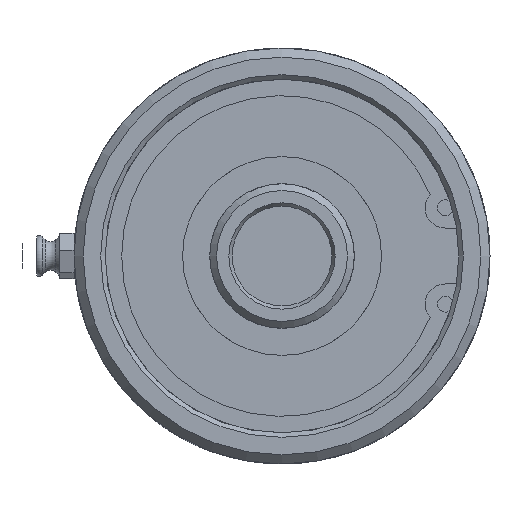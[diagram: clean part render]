
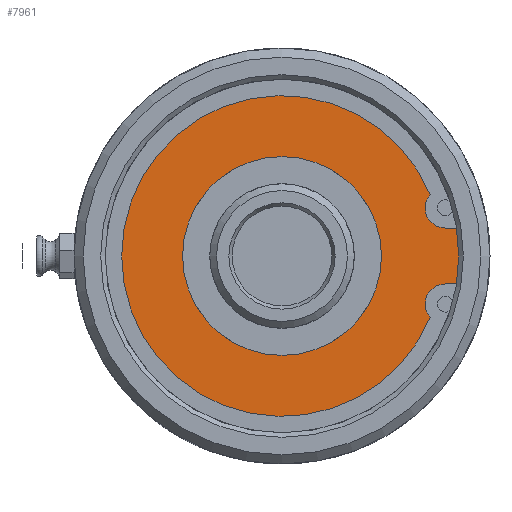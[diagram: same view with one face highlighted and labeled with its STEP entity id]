
A CAD part, left-side view. The second image highlights one B-rep face of the part: STEP entity #7961.
In plain terms, the highlighted planar face has unit normal (-1, 0, 0).
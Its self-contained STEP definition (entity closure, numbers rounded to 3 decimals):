
#130=FACE_BOUND('',#2099,.T.);
#232=PLANE('',#8411);
#596=LINE('',#20675,#989);
#601=LINE('',#20689,#994);
#989=VECTOR('',#9539,10.);
#994=VECTOR('',#9546,10.);
#1613=FACE_OUTER_BOUND('',#2098,.T.);
#2098=EDGE_LOOP('',(#6815,#6816,#6817,#6818,#6819,#6820));
#2099=EDGE_LOOP('',(#6821,#6822));
#2374=CIRCLE('',#8391,3.556);
#2376=CIRCLE('',#8394,28.142);
#2378=CIRCLE('',#8397,3.556);
#2385=CIRCLE('',#8409,33.45);
#2386=CIRCLE('',#8412,17.4);
#2387=CIRCLE('',#8413,17.4);
#3602=VERTEX_POINT('',#20672);
#3603=VERTEX_POINT('',#20674);
#3607=VERTEX_POINT('',#20686);
#3608=VERTEX_POINT('',#20688);
#3609=VERTEX_POINT('',#20692);
#3611=VERTEX_POINT('',#20698);
#3614=VERTEX_POINT('',#20720);
#3615=VERTEX_POINT('',#20721);
#4696=EDGE_CURVE('',#3603,#3602,#596,.T.);
#4702=EDGE_CURVE('',#3608,#3607,#601,.T.);
#4704=EDGE_CURVE('',#3607,#3609,#2374,.T.);
#4707=EDGE_CURVE('',#3609,#3611,#2376,.T.);
#4710=EDGE_CURVE('',#3611,#3603,#2378,.T.);
#4717=EDGE_CURVE('',#3602,#3608,#2385,.T.);
#4718=EDGE_CURVE('',#3614,#3615,#2386,.T.);
#4719=EDGE_CURVE('',#3615,#3614,#2387,.T.);
#6815=ORIENTED_EDGE('',*,*,#4702,.T.);
#6816=ORIENTED_EDGE('',*,*,#4704,.T.);
#6817=ORIENTED_EDGE('',*,*,#4707,.T.);
#6818=ORIENTED_EDGE('',*,*,#4710,.T.);
#6819=ORIENTED_EDGE('',*,*,#4696,.T.);
#6820=ORIENTED_EDGE('',*,*,#4717,.T.);
#6821=ORIENTED_EDGE('',*,*,#4718,.T.);
#6822=ORIENTED_EDGE('',*,*,#4719,.T.);
#7961=ADVANCED_FACE('',(#1613,#130),#232,.F.);
#8391=AXIS2_PLACEMENT_3D('',#20693,#9550,#9551);
#8394=AXIS2_PLACEMENT_3D('',#20699,#9557,#9558);
#8397=AXIS2_PLACEMENT_3D('',#20704,#9564,#9565);
#8409=AXIS2_PLACEMENT_3D('',#20717,#9588,#9589);
#8411=AXIS2_PLACEMENT_3D('',#20719,#9592,#9593);
#8412=AXIS2_PLACEMENT_3D('',#20722,#9594,#9595);
#8413=AXIS2_PLACEMENT_3D('',#20723,#9596,#9597);
#9539=DIRECTION('',(0.,-1.,0.));
#9546=DIRECTION('',(0.,1.,0.));
#9550=DIRECTION('center_axis',(1.,0.,0.));
#9551=DIRECTION('ref_axis',(0.,0.754,0.657));
#9557=DIRECTION('center_axis',(-1.,0.,0.));
#9558=DIRECTION('ref_axis',(0.,0.924,-0.384));
#9564=DIRECTION('center_axis',(1.,0.,0.));
#9565=DIRECTION('ref_axis',(0.,0.,1.));
#9588=DIRECTION('center_axis',(-1.,0.,0.));
#9589=DIRECTION('ref_axis',(0.,1.,0.));
#9592=DIRECTION('center_axis',(1.,0.,0.));
#9593=DIRECTION('ref_axis',(0.,0.,-1.));
#9594=DIRECTION('center_axis',(1.,0.,0.));
#9595=DIRECTION('ref_axis',(0.,1.,0.));
#9596=DIRECTION('center_axis',(1.,0.,0.));
#9597=DIRECTION('ref_axis',(0.,1.,0.));
#20672=CARTESIAN_POINT('',(6.08,-33.089,-4.902));
#20674=CARTESIAN_POINT('',(6.08,-28.672,-4.902));
#20675=CARTESIAN_POINT('',(6.08,-8.182,-4.902));
#20686=CARTESIAN_POINT('',(6.08,-28.672,4.902));
#20688=CARTESIAN_POINT('',(6.08,-33.089,4.902));
#20689=CARTESIAN_POINT('',(6.08,-5.974,4.902));
#20692=CARTESIAN_POINT('',(6.08,-25.99,10.793));
#20693=CARTESIAN_POINT('Origin',(6.08,-28.672,8.458));
#20698=CARTESIAN_POINT('',(6.08,-25.99,-10.793));
#20699=CARTESIAN_POINT('Origin',(6.08,0.,0.));
#20704=CARTESIAN_POINT('Origin',(6.08,-28.672,-8.458));
#20717=CARTESIAN_POINT('Origin',(6.08,0.,0.));
#20719=CARTESIAN_POINT('Origin',(6.08,16.725,0.));
#20720=CARTESIAN_POINT('',(6.08,17.4,0.));
#20721=CARTESIAN_POINT('',(6.08,-17.4,0.));
#20722=CARTESIAN_POINT('Origin',(6.08,0.,0.));
#20723=CARTESIAN_POINT('Origin',(6.08,0.,0.));
